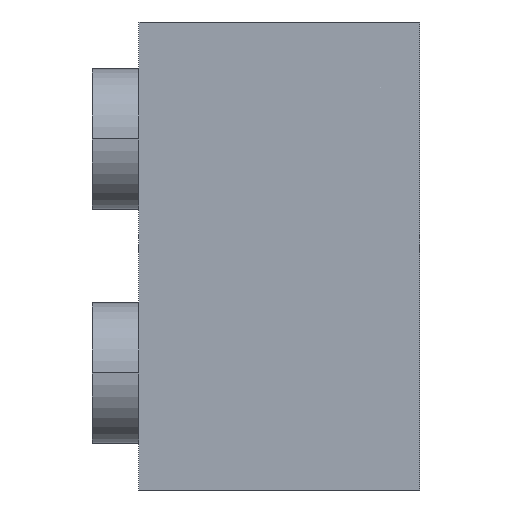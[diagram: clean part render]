
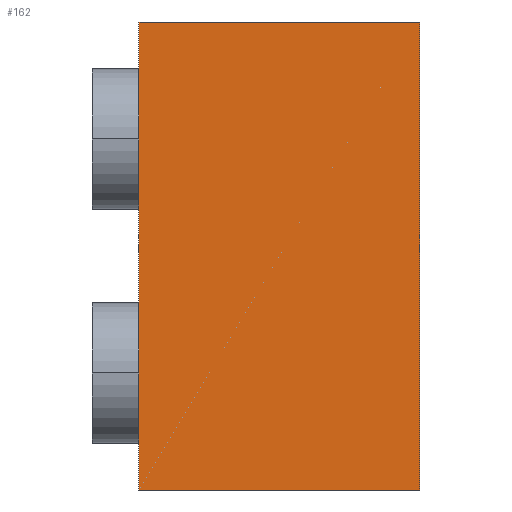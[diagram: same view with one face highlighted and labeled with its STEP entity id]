
A CAD part, left-side view. The second image highlights one B-rep face of the part: STEP entity #162.
In plain terms, the highlighted planar face has unit normal (-1, 0, 0).
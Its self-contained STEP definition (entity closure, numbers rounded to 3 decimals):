
#162=ADVANCED_FACE('',(#328),#329,.F.);
#328=FACE_OUTER_BOUND('',#493,.T.);
#329=PLANE('',#494);
#493=EDGE_LOOP('',(#857,#858,#859,#860));
#494=AXIS2_PLACEMENT_3D('',#861,#862,#863);
#857=ORIENTED_EDGE('',*,*,#1032,.T.);
#858=ORIENTED_EDGE('',*,*,#1026,.F.);
#859=ORIENTED_EDGE('',*,*,#1029,.F.);
#860=ORIENTED_EDGE('',*,*,#1021,.F.);
#861=CARTESIAN_POINT('',(-4.0,4.8,4.0));
#862=DIRECTION('',(1.0,0.0,0.0));
#863=DIRECTION('',(0.0,0.0,-1.0));
#1021=EDGE_CURVE('',#1222,#1224,#1225,.T.);
#1026=EDGE_CURVE('',#1231,#1233,#1234,.T.);
#1029=EDGE_CURVE('',#1224,#1231,#1237,.T.);
#1032=EDGE_CURVE('',#1222,#1233,#1240,.T.);
#1222=VERTEX_POINT('',#1459);
#1224=VERTEX_POINT('',#1462);
#1225=LINE('',#1463,#1464);
#1231=VERTEX_POINT('',#1472);
#1233=VERTEX_POINT('',#1475);
#1234=LINE('',#1476,#1477);
#1237=LINE('',#1481,#1482);
#1240=LINE('',#1486,#1487);
#1459=CARTESIAN_POINT('',(-4.0,9.6,12.0));
#1462=CARTESIAN_POINT('',(-4.0,0.0,12.0));
#1463=CARTESIAN_POINT('',(-4.0,4.8,12.0));
#1464=VECTOR('',#1690,1.0);
#1472=CARTESIAN_POINT('',(-4.0,0.0,-4.0));
#1475=CARTESIAN_POINT('',(-4.0,9.6,-4.0));
#1476=CARTESIAN_POINT('',(-4.0,4.8,-4.0));
#1477=VECTOR('',#1694,1.0);
#1481=CARTESIAN_POINT('',(-4.0,0.0,4.0));
#1482=VECTOR('',#1696,1.0);
#1486=CARTESIAN_POINT('',(-4.0,9.6,4.0));
#1487=VECTOR('',#1698,1.0);
#1690=DIRECTION('',(0.0,-1.0,0.0));
#1694=DIRECTION('',(0.0,1.0,0.0));
#1696=DIRECTION('',(0.0,0.0,-1.0));
#1698=DIRECTION('',(0.0,0.0,-1.0));
